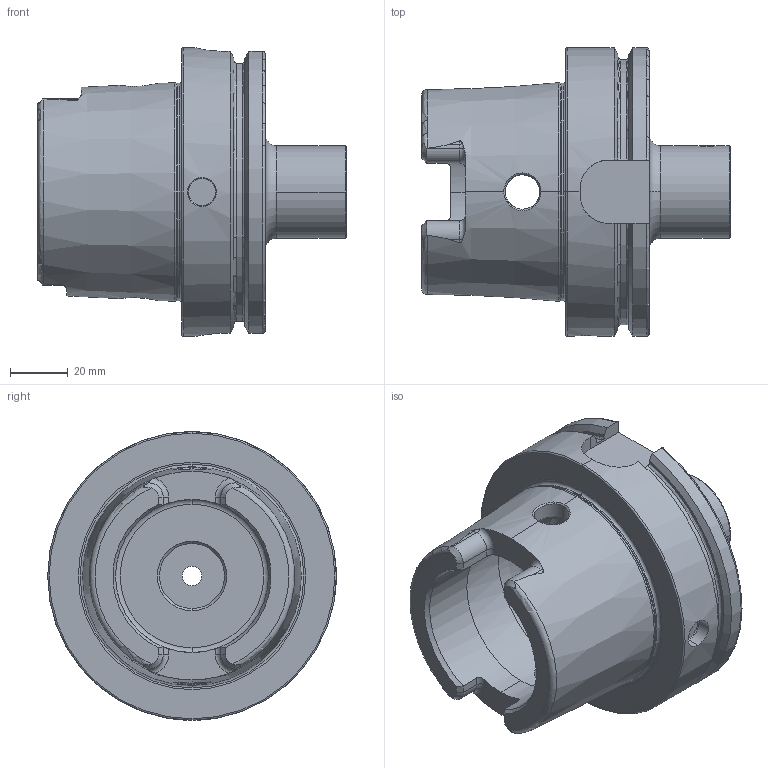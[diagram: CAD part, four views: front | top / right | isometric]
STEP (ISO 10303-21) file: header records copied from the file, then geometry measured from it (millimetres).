
FILE_DESCRIPTION (( 'STEP AP203' ), '1' );
FILE_NAME ('HA0-ST3.K01.057.STEP', '2016-02-12T09:30:26', ( 'SWIAdmin' ), ( 'Hewlett-Packard Company' ), 'SwSTEP 2.0', 'SolidWorks 2015', '' );
FILE_SCHEMA (( 'CONFIG_CONTROL_DESIGN' ));
Length unit declared in the file: millimetre
Products named in the file (4): HA0-ST3.K01.057; HA0-ST3.K01.057_A_Fertigbearbeitung; DIN 3771 - 16x1.5; ST3-ER1.001.008_A
Assembly tree (3 placements, depth 2):
  HA0-ST3.K01.057
    HA0-ST3.K01.057_A_Fertigbearbeitung
    ST3-ER1.001.008_A
    DIN 3771 - 16x1.5
Bounding box: 106.9 x 100 x 100 mm (x, y, z)
Volume: 270537.2 mm3; surface area: 54172.5 mm2
Topology: 3 solids, 3 shells, 202 faces, 522 edges, 323 vertices
Faces by surface type: cylinder 57, plane 57, torus 46, cone 34, bspline 8
Entity records: 8209 total; most frequent: CARTESIAN_POINT 3016, ORIENTED_EDGE 1040, DIRECTION 982, EDGE_CURVE 520, AXIS2_PLACEMENT_3D 402, VERTEX_POINT 323, EDGE_LOOP 211, CIRCLE 202
